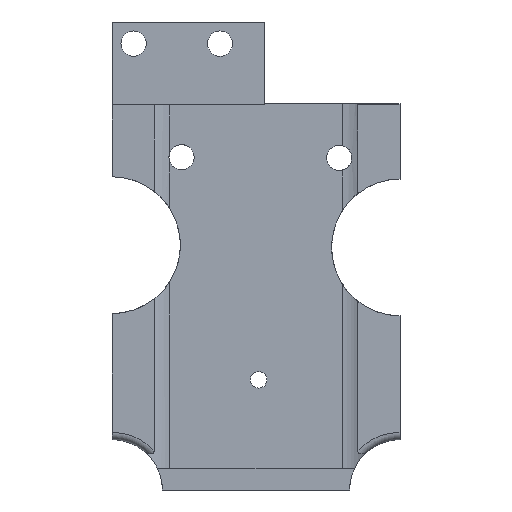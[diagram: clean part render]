
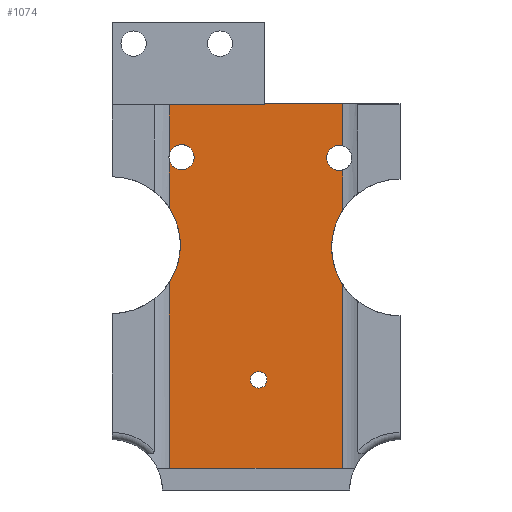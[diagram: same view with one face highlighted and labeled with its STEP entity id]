
A CAD part, front view. The second image highlights one B-rep face of the part: STEP entity #1074.
In plain terms, the highlighted planar face has unit normal (0, -1, 0).
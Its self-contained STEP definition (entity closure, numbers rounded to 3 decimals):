
#33=FACE_BOUND('',#138,.T.);
#75=FACE_OUTER_BOUND('',#137,.T.);
#137=EDGE_LOOP('',(#803,#804,#805,#806,#807,#808,#809,#810,#811,#812,#813,
#814,#815,#816,#817));
#138=EDGE_LOOP('',(#818));
#199=CIRCLE('',#1162,1.75);
#200=CIRCLE('',#1163,1.75);
#201=CIRCLE('',#1164,9.5);
#202=CIRCLE('',#1165,9.5);
#203=CIRCLE('',#1166,1.75);
#204=CIRCLE('',#1167,1.15);
#278=LINE('',#1681,#381);
#279=LINE('',#1685,#382);
#280=LINE('',#1687,#383);
#281=LINE('',#1689,#384);
#282=LINE('',#1693,#385);
#283=LINE('',#1697,#386);
#284=LINE('',#1699,#387);
#285=LINE('',#1701,#388);
#286=LINE('',#1703,#389);
#287=LINE('',#1704,#390);
#381=VECTOR('',#1354,10.);
#382=VECTOR('',#1357,10.);
#383=VECTOR('',#1358,10.);
#384=VECTOR('',#1359,10.);
#385=VECTOR('',#1362,10.);
#386=VECTOR('',#1365,10.);
#387=VECTOR('',#1366,10.);
#388=VECTOR('',#1367,10.);
#389=VECTOR('',#1368,10.);
#390=VECTOR('',#1369,10.);
#484=VERTEX_POINT('',#1675);
#485=VERTEX_POINT('',#1676);
#486=VERTEX_POINT('',#1678);
#487=VERTEX_POINT('',#1680);
#488=VERTEX_POINT('',#1682);
#489=VERTEX_POINT('',#1684);
#490=VERTEX_POINT('',#1686);
#491=VERTEX_POINT('',#1688);
#492=VERTEX_POINT('',#1690);
#493=VERTEX_POINT('',#1692);
#494=VERTEX_POINT('',#1694);
#495=VERTEX_POINT('',#1696);
#496=VERTEX_POINT('',#1698);
#497=VERTEX_POINT('',#1700);
#498=VERTEX_POINT('',#1702);
#499=VERTEX_POINT('',#1705);
#606=EDGE_CURVE('',#484,#485,#199,.T.);
#607=EDGE_CURVE('',#485,#486,#200,.T.);
#608=EDGE_CURVE('',#486,#487,#278,.T.);
#609=EDGE_CURVE('',#487,#488,#201,.T.);
#610=EDGE_CURVE('',#488,#489,#279,.T.);
#611=EDGE_CURVE('',#489,#490,#280,.T.);
#612=EDGE_CURVE('',#491,#490,#281,.T.);
#613=EDGE_CURVE('',#491,#492,#202,.T.);
#614=EDGE_CURVE('',#493,#492,#282,.T.);
#615=EDGE_CURVE('',#493,#494,#203,.T.);
#616=EDGE_CURVE('',#495,#494,#283,.T.);
#617=EDGE_CURVE('',#495,#496,#284,.T.);
#618=EDGE_CURVE('',#496,#497,#285,.T.);
#619=EDGE_CURVE('',#497,#498,#286,.T.);
#620=EDGE_CURVE('',#498,#484,#287,.T.);
#621=EDGE_CURVE('',#499,#499,#204,.T.);
#803=ORIENTED_EDGE('',*,*,#606,.T.);
#804=ORIENTED_EDGE('',*,*,#607,.T.);
#805=ORIENTED_EDGE('',*,*,#608,.T.);
#806=ORIENTED_EDGE('',*,*,#609,.T.);
#807=ORIENTED_EDGE('',*,*,#610,.T.);
#808=ORIENTED_EDGE('',*,*,#611,.T.);
#809=ORIENTED_EDGE('',*,*,#612,.F.);
#810=ORIENTED_EDGE('',*,*,#613,.T.);
#811=ORIENTED_EDGE('',*,*,#614,.F.);
#812=ORIENTED_EDGE('',*,*,#615,.T.);
#813=ORIENTED_EDGE('',*,*,#616,.F.);
#814=ORIENTED_EDGE('',*,*,#617,.T.);
#815=ORIENTED_EDGE('',*,*,#618,.T.);
#816=ORIENTED_EDGE('',*,*,#619,.T.);
#817=ORIENTED_EDGE('',*,*,#620,.T.);
#818=ORIENTED_EDGE('',*,*,#621,.T.);
#1035=PLANE('',#1161);
#1074=ADVANCED_FACE('',(#75,#33),#1035,.F.);
#1161=AXIS2_PLACEMENT_3D('',#1674,#1348,#1349);
#1162=AXIS2_PLACEMENT_3D('',#1677,#1350,#1351);
#1163=AXIS2_PLACEMENT_3D('',#1679,#1352,#1353);
#1164=AXIS2_PLACEMENT_3D('',#1683,#1355,#1356);
#1165=AXIS2_PLACEMENT_3D('',#1691,#1360,#1361);
#1166=AXIS2_PLACEMENT_3D('',#1695,#1363,#1364);
#1167=AXIS2_PLACEMENT_3D('',#1706,#1370,#1371);
#1348=DIRECTION('center_axis',(0.,1.,0.));
#1349=DIRECTION('ref_axis',(1.,0.,0.));
#1350=DIRECTION('center_axis',(0.,1.,0.));
#1351=DIRECTION('ref_axis',(-1.,0.,0.));
#1352=DIRECTION('center_axis',(0.,1.,0.));
#1353=DIRECTION('ref_axis',(-1.,0.,0.));
#1354=DIRECTION('',(0.,0.,-1.));
#1355=DIRECTION('center_axis',(0.,1.,0.));
#1356=DIRECTION('ref_axis',(-1.,0.,0.));
#1357=DIRECTION('',(0.,0.,-1.));
#1358=DIRECTION('',(1.,0.,0.));
#1359=DIRECTION('',(0.,0.,-1.));
#1360=DIRECTION('center_axis',(0.,1.,0.));
#1361=DIRECTION('ref_axis',(-1.,0.,0.));
#1362=DIRECTION('',(0.,0.,-1.));
#1363=DIRECTION('center_axis',(0.,1.,0.));
#1364=DIRECTION('ref_axis',(-1.,0.,0.));
#1365=DIRECTION('',(0.,0.,-1.));
#1366=DIRECTION('',(-1.,0.,0.));
#1367=DIRECTION('',(0.,0.,-1.));
#1368=DIRECTION('',(-1.,0.,0.));
#1369=DIRECTION('',(0.,0.,-1.));
#1370=DIRECTION('center_axis',(0.,1.,0.));
#1371=DIRECTION('ref_axis',(-1.,0.,0.));
#1674=CARTESIAN_POINT('Origin',(-12.075,2.653,55.));
#1675=CARTESIAN_POINT('',(-12.075,2.653,46.428));
#1676=CARTESIAN_POINT('',(-8.588,2.653,46.213));
#1677=CARTESIAN_POINT('Origin',(-10.338,2.653,46.213));
#1678=CARTESIAN_POINT('',(-12.075,2.653,45.999));
#1679=CARTESIAN_POINT('Origin',(-10.338,2.653,46.213));
#1680=CARTESIAN_POINT('',(-12.075,2.653,39.239));
#1681=CARTESIAN_POINT('',(-12.075,2.653,55.));
#1682=CARTESIAN_POINT('',(-12.075,2.653,28.761));
#1683=CARTESIAN_POINT('Origin',(-20.,2.653,34.));
#1684=CARTESIAN_POINT('',(-12.075,2.653,3.));
#1685=CARTESIAN_POINT('',(-12.075,2.653,55.));
#1686=CARTESIAN_POINT('',(12.075,2.653,3.));
#1687=CARTESIAN_POINT('',(12.075,2.653,3.));
#1688=CARTESIAN_POINT('',(12.075,2.653,28.455));
#1689=CARTESIAN_POINT('',(12.075,2.653,55.));
#1690=CARTESIAN_POINT('',(12.075,2.653,38.932));
#1691=CARTESIAN_POINT('Origin',(20.,2.653,33.693));
#1692=CARTESIAN_POINT('',(12.075,2.653,44.463));
#1693=CARTESIAN_POINT('',(12.075,2.653,55.));
#1694=CARTESIAN_POINT('',(12.075,2.653,47.804));
#1695=CARTESIAN_POINT('Origin',(11.554,2.653,46.133));
#1696=CARTESIAN_POINT('',(12.075,2.653,53.665));
#1697=CARTESIAN_POINT('',(12.075,2.653,55.));
#1698=CARTESIAN_POINT('',(1.181,2.653,53.665));
#1699=CARTESIAN_POINT('',(-5.447,2.653,53.665));
#1700=CARTESIAN_POINT('',(1.181,2.653,53.5));
#1701=CARTESIAN_POINT('',(1.181,2.653,55.));
#1702=CARTESIAN_POINT('',(-12.075,2.653,53.5));
#1703=CARTESIAN_POINT('',(-6.038,2.653,53.5));
#1704=CARTESIAN_POINT('',(-12.075,2.653,55.));
#1705=CARTESIAN_POINT('',(1.526,2.653,15.303));
#1706=CARTESIAN_POINT('Origin',(0.376,2.653,15.303));
